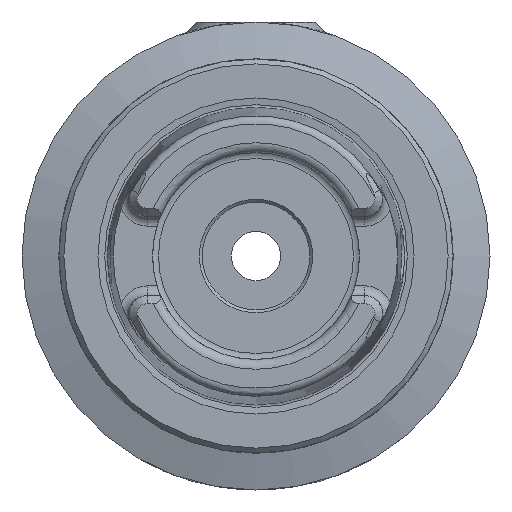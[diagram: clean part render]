
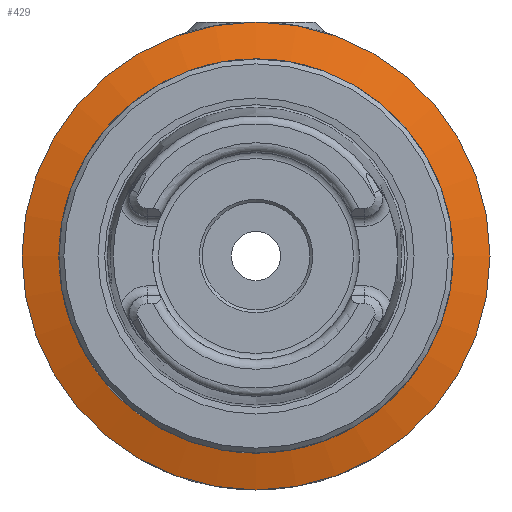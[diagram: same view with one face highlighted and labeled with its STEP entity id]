
A CAD part, left-side view. The second image highlights one B-rep face of the part: STEP entity #429.
In plain terms, the highlighted conical face has half-angle 73.496 degrees and reference radius 17 mm.
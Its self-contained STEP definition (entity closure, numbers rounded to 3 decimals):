
#429 = ADVANCED_FACE( '', ( #932, #933 ), #934, .T. );
#932 = FACE_OUTER_BOUND( '', #1478, .T. );
#933 = FACE_BOUND( '', #1479, .T. );
#934 = CONICAL_SURFACE( '', #1480, 17., 1.283 );
#1478 = EDGE_LOOP( '', ( #2599 ) );
#1479 = EDGE_LOOP( '', ( #2600 ) );
#1480 = AXIS2_PLACEMENT_3D( '', #2601, #2602, #2603 );
#2599 = ORIENTED_EDGE( '', *, *, #3003, .T. );
#2600 = ORIENTED_EDGE( '', *, *, #3180, .F. );
#2601 = CARTESIAN_POINT( '', ( 35., 0., 0. ) );
#2602 = DIRECTION( '', ( 1., 0., 0. ) );
#2603 = DIRECTION( '', ( 0., 0., -1. ) );
#3003 = EDGE_CURVE( '', #3566, #3566, #3567, .T. );
#3180 = EDGE_CURVE( '', #3850, #3850, #3851, .T. );
#3566 = VERTEX_POINT( '', #4502 );
#3567 = CIRCLE( '', #4503, 23.75 );
#3850 = VERTEX_POINT( '', #5326 );
#3851 = CIRCLE( '', #5327, 17. );
#4502 = CARTESIAN_POINT( '', ( 37., 0., 23.75 ) );
#4503 = AXIS2_PLACEMENT_3D( '', #6314, #6315, #6316 );
#5326 = CARTESIAN_POINT( '', ( 35., 0., 17. ) );
#5327 = AXIS2_PLACEMENT_3D( '', #6515, #6516, #6517 );
#6314 = CARTESIAN_POINT( '', ( 37., 0., 0. ) );
#6315 = DIRECTION( '', ( -1., 0., 0. ) );
#6316 = DIRECTION( '', ( 0., 0., 1. ) );
#6515 = CARTESIAN_POINT( '', ( 35., 0., 0. ) );
#6516 = DIRECTION( '', ( -1., 0., 0. ) );
#6517 = DIRECTION( '', ( 0., 0., 1. ) );
